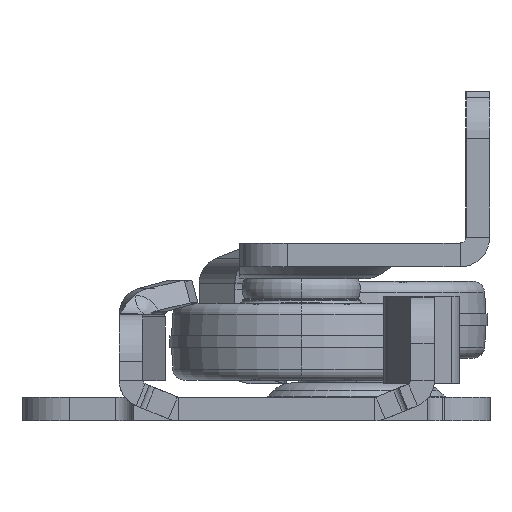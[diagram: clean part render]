
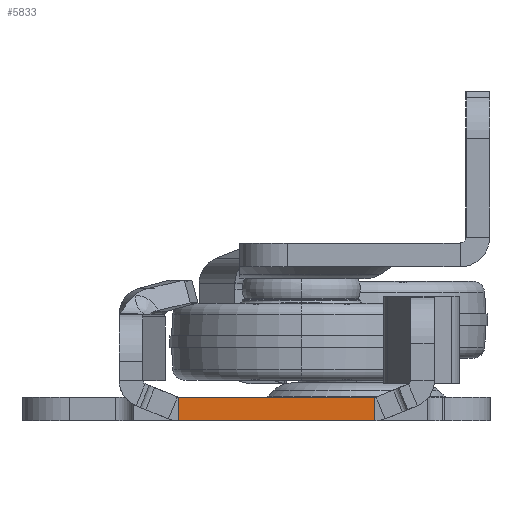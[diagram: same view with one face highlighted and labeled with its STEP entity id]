
A CAD part, left-side view. The second image highlights one B-rep face of the part: STEP entity #5833.
In plain terms, the highlighted planar face has unit normal (-1, 0, 0).
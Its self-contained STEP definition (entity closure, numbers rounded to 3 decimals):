
#268 = CARTESIAN_POINT ( 'NONE',  ( -649.5, 7.022, 0. ) ) ;
#627 = VECTOR ( 'NONE', #2852, 1000. ) ;
#741 = VERTEX_POINT ( 'NONE', #2805 ) ;
#2805 = CARTESIAN_POINT ( 'NONE',  ( -649.5, -9.522, 2. ) ) ;
#2824 = EDGE_CURVE ( 'NONE', #741, #7508, #6212, .T. ) ;
#2852 = DIRECTION ( 'NONE',  ( 0., 1., 0. ) ) ;
#3261 = LINE ( 'NONE', #3521, #11161 ) ;
#3352 = DIRECTION ( 'NONE',  ( 0., 0., -1. ) ) ;
#3521 = CARTESIAN_POINT ( 'NONE',  ( -649.5, -9.522, 2. ) ) ;
#4019 = VERTEX_POINT ( 'NONE', #268 ) ;
#4336 = CARTESIAN_POINT ( 'NONE',  ( -649.5, 7.022, 2. ) ) ;
#5333 = CARTESIAN_POINT ( 'NONE',  ( -649.5, 7.022, 2. ) ) ;
#5833 = ADVANCED_FACE ( 'NONE', ( #7826 ), #15561, .T. ) ;
#5953 = CARTESIAN_POINT ( 'NONE',  ( -649.5, -11.5, 2. ) ) ;
#6212 = LINE ( 'NONE', #5953, #8419 ) ;
#6754 = LINE ( 'NONE', #5333, #12051 ) ;
#7508 = VERTEX_POINT ( 'NONE', #4336 ) ;
#7826 = FACE_OUTER_BOUND ( 'NONE', #9968, .T. ) ;
#8419 = VECTOR ( 'NONE', #8599, 1000. ) ;
#8599 = DIRECTION ( 'NONE',  ( 0., 1., 0. ) ) ;
#8877 = ORIENTED_EDGE ( 'NONE', *, *, #9683, .F. ) ;
#8994 = CARTESIAN_POINT ( 'NONE',  ( -649.5, -9.522, 0. ) ) ;
#9548 = CARTESIAN_POINT ( 'NONE',  ( -649.5, -21.25, 0. ) ) ;
#9683 = EDGE_CURVE ( 'NONE', #741, #14525, #3261, .T. ) ;
#9968 = EDGE_LOOP ( 'NONE', ( #8877, #10352, #10132, #10257 ) ) ;
#10132 = ORIENTED_EDGE ( 'NONE', *, *, #12487, .F. ) ;
#10257 = ORIENTED_EDGE ( 'NONE', *, *, #15491, .F. ) ;
#10352 = ORIENTED_EDGE ( 'NONE', *, *, #2824, .T. ) ;
#10545 = DIRECTION ( 'NONE',  ( -1., 0., 0. ) ) ;
#11161 = VECTOR ( 'NONE', #3352, 1000. ) ;
#11875 = CARTESIAN_POINT ( 'NONE',  ( -649.5, -11.5, 2. ) ) ;
#12051 = VECTOR ( 'NONE', #15093, 1000. ) ;
#12442 = LINE ( 'NONE', #9548, #627 ) ;
#12487 = EDGE_CURVE ( 'NONE', #4019, #7508, #6754, .T. ) ;
#12550 = AXIS2_PLACEMENT_3D ( 'NONE', #11875, #10545, #15900 ) ;
#14525 = VERTEX_POINT ( 'NONE', #8994 ) ;
#15093 = DIRECTION ( 'NONE',  ( 0., 0., 1. ) ) ;
#15491 = EDGE_CURVE ( 'NONE', #14525, #4019, #12442, .T. ) ;
#15561 = PLANE ( 'NONE',  #12550 ) ;
#15900 = DIRECTION ( 'NONE',  ( 0., 1., 0. ) ) ;
